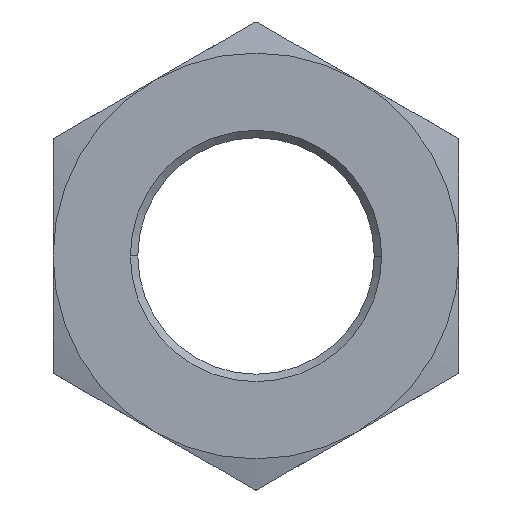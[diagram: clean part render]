
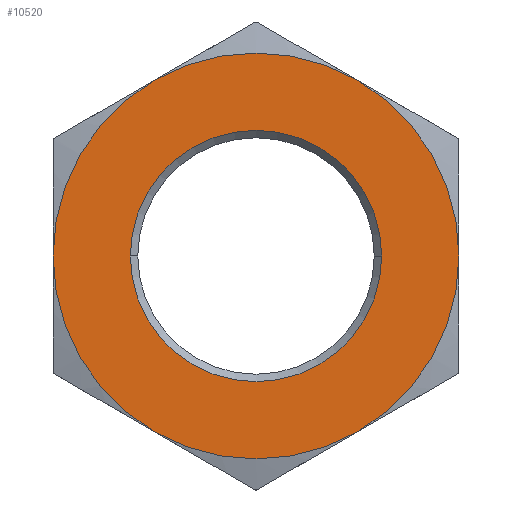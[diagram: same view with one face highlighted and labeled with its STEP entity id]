
A CAD part, front view. The second image highlights one B-rep face of the part: STEP entity #10520.
In plain terms, the highlighted planar face has unit normal (0, -1, 0).
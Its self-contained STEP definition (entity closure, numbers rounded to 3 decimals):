
#147 = CARTESIAN_POINT ( 'NONE',  ( -16.104, 0., 0. ) ) ;
#240 = CARTESIAN_POINT ( 'NONE',  ( 0., 0., 0. ) ) ;
#415 = DIRECTION ( 'NONE',  ( 0., -1., 0. ) ) ;
#830 = VERTEX_POINT ( 'NONE', #2210 ) ;
#1004 = AXIS2_PLACEMENT_3D ( 'NONE', #3174, #7305, #4263 ) ;
#1048 = DIRECTION ( 'NONE',  ( 0., -1., 0. ) ) ;
#1406 = CARTESIAN_POINT ( 'NONE',  ( -13., 0., -22.517 ) ) ;
#1680 = AXIS2_PLACEMENT_3D ( 'NONE', #12358, #6142, #4216 ) ;
#1866 = VERTEX_POINT ( 'NONE', #147 ) ;
#2005 = CIRCLE ( 'NONE', #4677, 26. ) ;
#2210 = CARTESIAN_POINT ( 'NONE',  ( 16.104, 0., 0. ) ) ;
#2364 = CARTESIAN_POINT ( 'NONE',  ( 0., 0., 0. ) ) ;
#2418 = CARTESIAN_POINT ( 'NONE',  ( 13., 0., -22.517 ) ) ;
#2483 = VERTEX_POINT ( 'NONE', #1406 ) ;
#2490 = AXIS2_PLACEMENT_3D ( 'NONE', #240, #1048, #10415 ) ;
#2494 = VERTEX_POINT ( 'NONE', #2418 ) ;
#2615 = CARTESIAN_POINT ( 'NONE',  ( 0., 0., 0. ) ) ;
#2665 = VERTEX_POINT ( 'NONE', #11241 ) ;
#2906 = ORIENTED_EDGE ( 'NONE', *, *, #6880, .T. ) ;
#3174 = CARTESIAN_POINT ( 'NONE',  ( 0., 0., 0. ) ) ;
#3175 = ORIENTED_EDGE ( 'NONE', *, *, #12593, .T. ) ;
#3454 = DIRECTION ( 'NONE',  ( 0., -1., 0. ) ) ;
#3694 = CIRCLE ( 'NONE', #7699, 26. ) ;
#3706 = ORIENTED_EDGE ( 'NONE', *, *, #8151, .T. ) ;
#3765 = CIRCLE ( 'NONE', #1004, 26. ) ;
#3825 = AXIS2_PLACEMENT_3D ( 'NONE', #9615, #415, #8622 ) ;
#4216 = DIRECTION ( 'NONE',  ( 1., 0., 0. ) ) ;
#4263 = DIRECTION ( 'NONE',  ( 1., 0., 0. ) ) ;
#4434 = CARTESIAN_POINT ( 'NONE',  ( 0., 0., 0. ) ) ;
#4677 = AXIS2_PLACEMENT_3D ( 'NONE', #4434, #10417, #6436 ) ;
#4766 = DIRECTION ( 'NONE',  ( 0., 0., 1. ) ) ;
#4812 = DIRECTION ( 'NONE',  ( 0., 1., 0. ) ) ;
#5061 = EDGE_LOOP ( 'NONE', ( #6009, #12152 ) ) ;
#5389 = EDGE_CURVE ( 'NONE', #9162, #9535, #6899, .T. ) ;
#5777 = DIRECTION ( 'NONE',  ( 1., 0., 0. ) ) ;
#5865 = AXIS2_PLACEMENT_3D ( 'NONE', #2364, #3454, #10590 ) ;
#6009 = ORIENTED_EDGE ( 'NONE', *, *, #10212, .F. ) ;
#6142 = DIRECTION ( 'NONE',  ( 0., -1., 0. ) ) ;
#6417 = CARTESIAN_POINT ( 'NONE',  ( 0., 0., 0. ) ) ;
#6436 = DIRECTION ( 'NONE',  ( 1., 0., 0. ) ) ;
#6880 = EDGE_CURVE ( 'NONE', #2665, #2483, #2005, .T. ) ;
#6899 = CIRCLE ( 'NONE', #5865, 26. ) ;
#7305 = DIRECTION ( 'NONE',  ( 0., -1., 0. ) ) ;
#7615 = EDGE_CURVE ( 'NONE', #9535, #11009, #12116, .T. ) ;
#7699 = AXIS2_PLACEMENT_3D ( 'NONE', #7825, #13008, #5777 ) ;
#7825 = CARTESIAN_POINT ( 'NONE',  ( 0., 0., 0. ) ) ;
#8151 = EDGE_CURVE ( 'NONE', #11009, #2665, #8721, .T. ) ;
#8616 = EDGE_LOOP ( 'NONE', ( #2906, #3175, #9661, #11297, #10985, #3706 ) ) ;
#8622 = DIRECTION ( 'NONE',  ( 1., 0., 0. ) ) ;
#8721 = CIRCLE ( 'NONE', #10697, 26. ) ;
#8797 = CIRCLE ( 'NONE', #1680, 16.104 ) ;
#9162 = VERTEX_POINT ( 'NONE', #9643 ) ;
#9274 = FACE_OUTER_BOUND ( 'NONE', #8616, .T. ) ;
#9408 = DIRECTION ( 'NONE',  ( 0., -1., 0. ) ) ;
#9535 = VERTEX_POINT ( 'NONE', #12634 ) ;
#9615 = CARTESIAN_POINT ( 'NONE',  ( 0., 0., 0. ) ) ;
#9643 = CARTESIAN_POINT ( 'NONE',  ( 26., 0., 0. ) ) ;
#9661 = ORIENTED_EDGE ( 'NONE', *, *, #9798, .T. ) ;
#9798 = EDGE_CURVE ( 'NONE', #2494, #9162, #3694, .T. ) ;
#10212 = EDGE_CURVE ( 'NONE', #830, #1866, #12394, .T. ) ;
#10401 = DIRECTION ( 'NONE',  ( 1., 0., 0. ) ) ;
#10415 = DIRECTION ( 'NONE',  ( 1., 0., 0. ) ) ;
#10417 = DIRECTION ( 'NONE',  ( 0., -1., 0. ) ) ;
#10520 = ADVANCED_FACE ( 'NONE', ( #9274, #12871 ), #10896, .F. ) ;
#10590 = DIRECTION ( 'NONE',  ( 1., 0., 0. ) ) ;
#10697 = AXIS2_PLACEMENT_3D ( 'NONE', #6417, #9408, #10401 ) ;
#10896 = PLANE ( 'NONE',  #11323 ) ;
#10985 = ORIENTED_EDGE ( 'NONE', *, *, #7615, .T. ) ;
#11009 = VERTEX_POINT ( 'NONE', #11428 ) ;
#11067 = EDGE_CURVE ( 'NONE', #1866, #830, #8797, .T. ) ;
#11241 = CARTESIAN_POINT ( 'NONE',  ( -26., 0., 0. ) ) ;
#11297 = ORIENTED_EDGE ( 'NONE', *, *, #5389, .T. ) ;
#11323 = AXIS2_PLACEMENT_3D ( 'NONE', #2615, #4812, #4766 ) ;
#11428 = CARTESIAN_POINT ( 'NONE',  ( -13., 0., 22.517 ) ) ;
#12116 = CIRCLE ( 'NONE', #2490, 26. ) ;
#12152 = ORIENTED_EDGE ( 'NONE', *, *, #11067, .F. ) ;
#12358 = CARTESIAN_POINT ( 'NONE',  ( 0., 0., 0. ) ) ;
#12394 = CIRCLE ( 'NONE', #3825, 16.104 ) ;
#12593 = EDGE_CURVE ( 'NONE', #2483, #2494, #3765, .T. ) ;
#12634 = CARTESIAN_POINT ( 'NONE',  ( 13., 0., 22.517 ) ) ;
#12871 = FACE_BOUND ( 'NONE', #5061, .T. ) ;
#13008 = DIRECTION ( 'NONE',  ( 0., -1., 0. ) ) ;
